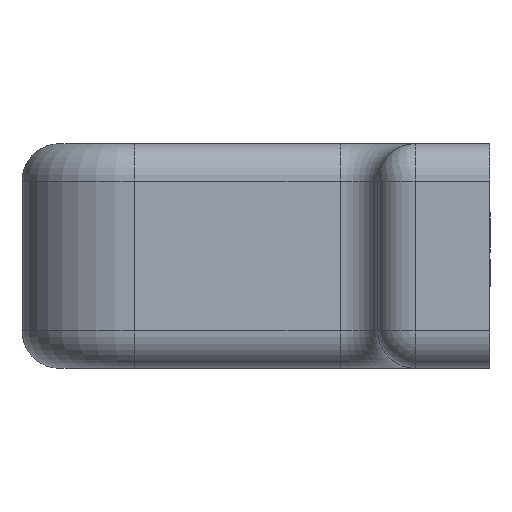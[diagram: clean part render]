
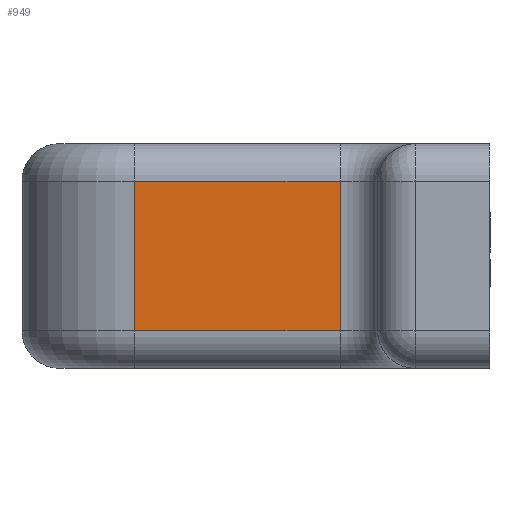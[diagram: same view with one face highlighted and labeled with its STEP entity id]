
A CAD part, left-side view. The second image highlights one B-rep face of the part: STEP entity #949.
In plain terms, the highlighted planar face has unit normal (-1, 0, 0).
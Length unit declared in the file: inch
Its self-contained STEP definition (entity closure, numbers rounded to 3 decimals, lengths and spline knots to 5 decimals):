
#42=PLANE('',#1097);
#87=LINE('',#1627,#153);
#101=LINE('',#1694,#167);
#102=LINE('',#1697,#168);
#103=LINE('',#1698,#169);
#153=VECTOR('',#1307,0.3937);
#167=VECTOR('',#1401,0.3937);
#168=VECTOR('',#1404,0.3937);
#169=VECTOR('',#1405,0.3937);
#255=FACE_OUTER_BOUND('',#319,.T.);
#319=EDGE_LOOP('',(#849,#850,#851,#852));
#459=VERTEX_POINT('',#1597);
#461=VERTEX_POINT('',#1605);
#478=VERTEX_POINT('',#1690);
#479=VERTEX_POINT('',#1696);
#572=EDGE_CURVE('',#461,#459,#87,.T.);
#605=EDGE_CURVE('',#478,#461,#101,.T.);
#606=EDGE_CURVE('',#479,#478,#102,.T.);
#607=EDGE_CURVE('',#459,#479,#103,.T.);
#849=ORIENTED_EDGE('',*,*,#572,.F.);
#850=ORIENTED_EDGE('',*,*,#605,.F.);
#851=ORIENTED_EDGE('',*,*,#606,.F.);
#852=ORIENTED_EDGE('',*,*,#607,.F.);
#949=ADVANCED_FACE('',(#255),#42,.T.);
#1097=AXIS2_PLACEMENT_3D('',#1695,#1402,#1403);
#1307=DIRECTION('',(0.,0.,-1.));
#1401=DIRECTION('',(0.,-1.,0.));
#1402=DIRECTION('center_axis',(-1.,0.,0.));
#1403=DIRECTION('ref_axis',(0.,-1.,0.));
#1404=DIRECTION('',(0.,0.,1.));
#1405=DIRECTION('',(0.,1.,0.));
#1597=CARTESIAN_POINT('',(-2.1875,0.5,-0.25));
#1605=CARTESIAN_POINT('',(-2.1875,0.5,0.25));
#1627=CARTESIAN_POINT('',(-2.1875,0.5,0.));
#1690=CARTESIAN_POINT('',(-2.1875,1.1875,0.25));
#1694=CARTESIAN_POINT('',(-2.1875,1.23394,0.25));
#1695=CARTESIAN_POINT('Origin',(-2.1875,1.5625,0.));
#1696=CARTESIAN_POINT('',(-2.1875,1.1875,-0.25));
#1697=CARTESIAN_POINT('',(-2.1875,1.1875,0.));
#1698=CARTESIAN_POINT('',(-2.1875,1.23394,-0.25));
